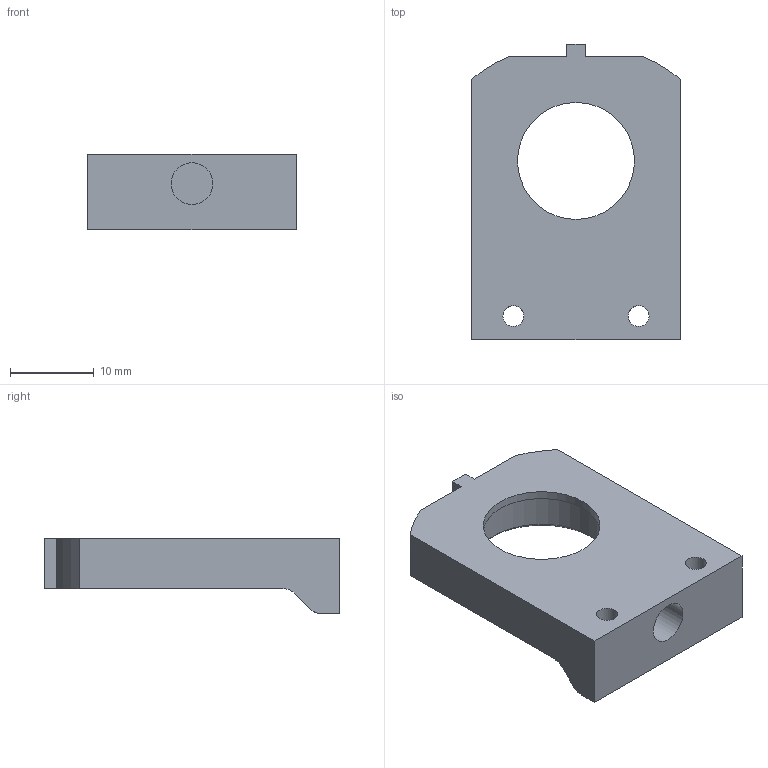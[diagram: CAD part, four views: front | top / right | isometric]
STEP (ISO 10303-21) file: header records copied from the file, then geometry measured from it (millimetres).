
FILE_DESCRIPTION(/* description */ (''),/* implementation_level */ '2;1');
FILE_NAME(/* name */ 'Pce_Flasque_Verticale_V200421.step',/* time_stamp */ '2020-04-23T15:44:19+02:00',/* author */ (''),/* organization */ (''),/* preprocessor_version */ 'ST-DEVELOPER v18.1',/* originating_system */ 'Autodesk Translation Framework v9.2.0.1227',/* authorisation */ '');
FILE_SCHEMA (('AUTOMOTIVE_DESIGN { 1 0 10303 214 3 1 1 }'));
Length unit declared in the file: millimetre
Products named in the file (1): Pce_Flasque_Verticale_V200421
Bounding box: 25 x 35.42 x 9 mm (x, y, z)
Volume: 3933.1 mm3; surface area: 2792.8 mm2
Topology: 1 solids, 1 shells, 30 faces, 90 edges, 64 vertices
Faces by surface type: plane 16, cylinder 13, cone 1
Full cylindrical faces by diameter (mm): 2.5 x2, 3 x2, 5 x1, 14 x1, 16.1 x1
Entity records: 1130 total; most frequent: CARTESIAN_POINT 221, DIRECTION 188, ORIENTED_EDGE 180, EDGE_CURVE 90, AXIS2_PLACEMENT_3D 71, VERTEX_POINT 64, LINE 46, VECTOR 46
